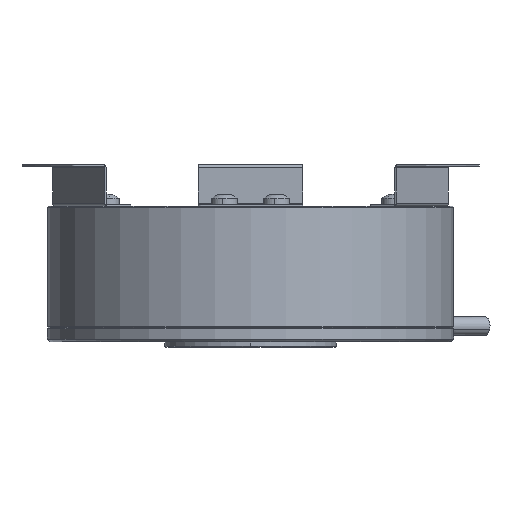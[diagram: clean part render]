
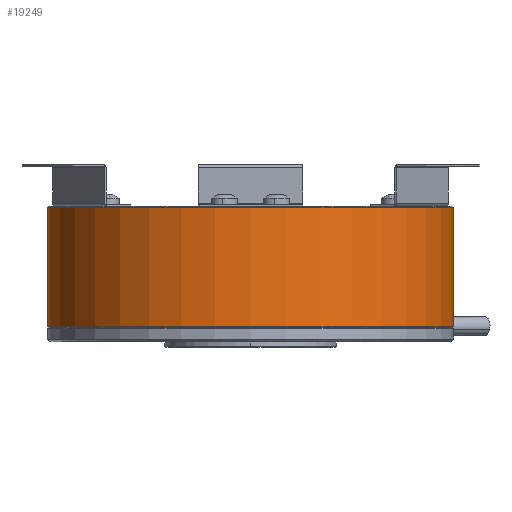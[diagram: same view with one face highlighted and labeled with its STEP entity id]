
A CAD part, front view. The second image highlights one B-rep face of the part: STEP entity #19249.
In plain terms, the highlighted cylindrical face has radius 39 mm (diameter 78 mm), a partial arc.
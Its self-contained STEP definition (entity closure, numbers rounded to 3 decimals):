
#4930 = AXIS2_PLACEMENT_3D ( 'NONE', #30329, #25724, #25520 ) ;
#5249 = DIRECTION ( 'NONE',  ( 0., 0., -1. ) ) ;
#5447 = DIRECTION ( 'NONE',  ( -1., 0., 0. ) ) ;
#6321 = CARTESIAN_POINT ( 'NONE',  ( 0., 0., -1.1 ) ) ;
#7569 = CARTESIAN_POINT ( 'NONE',  ( 39., 0., 22. ) ) ;
#8203 = AXIS2_PLACEMENT_3D ( 'NONE', #6321, #56783, #15212 ) ;
#10885 = VECTOR ( 'NONE', #36309, 1000. ) ;
#11127 = AXIS2_PLACEMENT_3D ( 'NONE', #51491, #5249, #5447 ) ;
#12194 = ORIENTED_EDGE ( 'NONE', *, *, #45203, .T. ) ;
#13484 = VECTOR ( 'NONE', #53459, 1000. ) ;
#15212 = DIRECTION ( 'NONE',  ( -1., 0., 0. ) ) ;
#17500 = ORIENTED_EDGE ( 'NONE', *, *, #31265, .T. ) ;
#19249 = ADVANCED_FACE ( 'NONE', ( #28860 ), #36763, .T. ) ;
#25520 = DIRECTION ( 'NONE',  ( 1., 0., 0. ) ) ;
#25724 = DIRECTION ( 'NONE',  ( 0., 0., -1. ) ) ;
#26098 = ORIENTED_EDGE ( 'NONE', *, *, #38275, .T. ) ;
#27601 = VERTEX_POINT ( 'NONE', #51140 ) ;
#28860 = FACE_OUTER_BOUND ( 'NONE', #47062, .T. ) ;
#29912 = VERTEX_POINT ( 'NONE', #34656 ) ;
#30329 = CARTESIAN_POINT ( 'NONE',  ( 0., 0., 21.8 ) ) ;
#30787 = CIRCLE ( 'NONE', #8203, 39. ) ;
#31265 = EDGE_CURVE ( 'NONE', #35624, #27601, #39749, .T. ) ;
#31708 = CARTESIAN_POINT ( 'NONE',  ( -39., 0., 22. ) ) ;
#34656 = CARTESIAN_POINT ( 'NONE',  ( 39., 0., -1.1 ) ) ;
#35624 = VERTEX_POINT ( 'NONE', #45813 ) ;
#36309 = DIRECTION ( 'NONE',  ( 0., 0., -1. ) ) ;
#36763 = CYLINDRICAL_SURFACE ( 'NONE', #11127, 39. ) ;
#38275 = EDGE_CURVE ( 'NONE', #27601, #54320, #50452, .T. ) ;
#39295 = LINE ( 'NONE', #7569, #13484 ) ;
#39749 = CIRCLE ( 'NONE', #4930, 39. ) ;
#42954 = CARTESIAN_POINT ( 'NONE',  ( -39., 0., -1.1 ) ) ;
#45203 = EDGE_CURVE ( 'NONE', #54320, #29912, #30787, .T. ) ;
#45813 = CARTESIAN_POINT ( 'NONE',  ( 39., 0., 21.8 ) ) ;
#47062 = EDGE_LOOP ( 'NONE', ( #55241, #17500, #26098, #12194 ) ) ;
#50452 = LINE ( 'NONE', #31708, #10885 ) ;
#51140 = CARTESIAN_POINT ( 'NONE',  ( -39., 0., 21.8 ) ) ;
#51491 = CARTESIAN_POINT ( 'NONE',  ( 0., 0., 22. ) ) ;
#53459 = DIRECTION ( 'NONE',  ( 0., 0., -1. ) ) ;
#54320 = VERTEX_POINT ( 'NONE', #42954 ) ;
#55241 = ORIENTED_EDGE ( 'NONE', *, *, #59467, .F. ) ;
#56783 = DIRECTION ( 'NONE',  ( 0., 0., 1. ) ) ;
#59467 = EDGE_CURVE ( 'NONE', #35624, #29912, #39295, .T. ) ;
